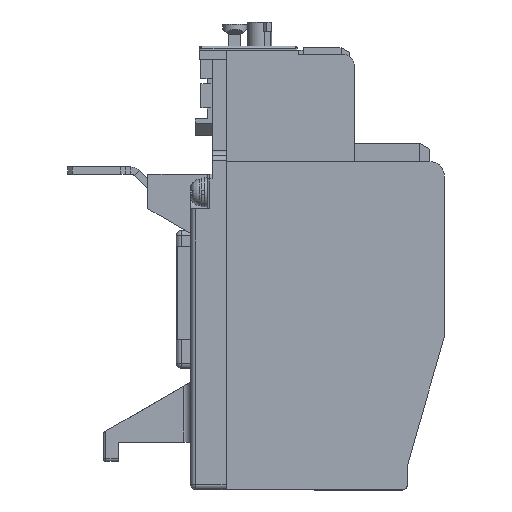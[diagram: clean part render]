
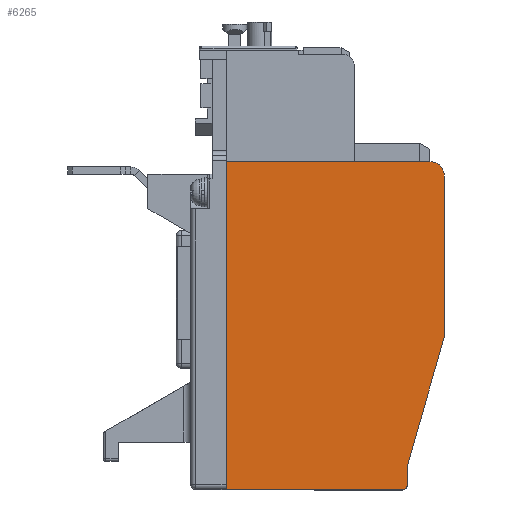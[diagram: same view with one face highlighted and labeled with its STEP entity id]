
A CAD part, left-side view. The second image highlights one B-rep face of the part: STEP entity #6265.
In plain terms, the highlighted planar face has unit normal (-1, 0, 0).
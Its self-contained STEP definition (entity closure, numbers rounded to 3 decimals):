
#305 = CARTESIAN_POINT ( 'NONE',  ( -27., 0., 0. ) ) ;
#532 = LINE ( 'NONE', #31198, #28860 ) ;
#1114 = CARTESIAN_POINT ( 'NONE',  ( -27., -45.2, 31.762 ) ) ;
#1364 = CARTESIAN_POINT ( 'NONE',  ( -27., 0., 68. ) ) ;
#1692 = DIRECTION ( 'NONE',  ( 0., 0., -1. ) ) ;
#1873 = DIRECTION ( 'NONE',  ( 0., 0., -1. ) ) ;
#2161 = AXIS2_PLACEMENT_3D ( 'NONE', #30715, #13130, #20831 ) ;
#3116 = EDGE_CURVE ( 'NONE', #9722, #14791, #27964, .T. ) ;
#3245 = ORIENTED_EDGE ( 'NONE', *, *, #29782, .F. ) ;
#3285 = CARTESIAN_POINT ( 'NONE',  ( -27., -42.2, 65. ) ) ;
#3716 = DIRECTION ( 'NONE',  ( 0., -1., 0. ) ) ;
#3796 = EDGE_CURVE ( 'NONE', #23705, #22266, #20115, .T. ) ;
#3948 = VECTOR ( 'NONE', #1692, 1000. ) ;
#4871 = CARTESIAN_POINT ( 'NONE',  ( -27., 0., 68. ) ) ;
#5654 = AXIS2_PLACEMENT_3D ( 'NONE', #12268, #12107, #1873 ) ;
#5790 = FACE_OUTER_BOUND ( 'NONE', #26565, .T. ) ;
#6265 = ADVANCED_FACE ( 'NONE', ( #5790 ), #16046, .F. ) ;
#7121 = DIRECTION ( 'NONE',  ( 0., 0., -1. ) ) ;
#7215 = VERTEX_POINT ( 'NONE', #21121 ) ;
#8321 = CARTESIAN_POINT ( 'NONE',  ( -27., -45.2, 65. ) ) ;
#9100 = CARTESIAN_POINT ( 'NONE',  ( -27., -45.2, 65. ) ) ;
#9722 = VERTEX_POINT ( 'NONE', #15135 ) ;
#11094 = ORIENTED_EDGE ( 'NONE', *, *, #11648, .F. ) ;
#11264 = ORIENTED_EDGE ( 'NONE', *, *, #26683, .F. ) ;
#11648 = EDGE_CURVE ( 'NONE', #25973, #7215, #26799, .T. ) ;
#12107 = DIRECTION ( 'NONE',  ( 1., 0., 0. ) ) ;
#12108 = LINE ( 'NONE', #9100, #3948 ) ;
#12268 = CARTESIAN_POINT ( 'NONE',  ( -27., -42.2, 65. ) ) ;
#12459 = ORIENTED_EDGE ( 'NONE', *, *, #25394, .F. ) ;
#13059 = DIRECTION ( 'NONE',  ( 0., 1., 0. ) ) ;
#13130 = DIRECTION ( 'NONE',  ( 1., 0., 0. ) ) ;
#13283 = DIRECTION ( 'NONE',  ( 0., 0., 1. ) ) ;
#13537 = LINE ( 'NONE', #13872, #28553 ) ;
#13872 = CARTESIAN_POINT ( 'NONE',  ( -27., -37.5, 4.85 ) ) ;
#14791 = VERTEX_POINT ( 'NONE', #24745 ) ;
#15135 = CARTESIAN_POINT ( 'NONE',  ( -27., -36.5, 0. ) ) ;
#15456 = CARTESIAN_POINT ( 'NONE',  ( -27., -37.5, 1. ) ) ;
#15721 = VERTEX_POINT ( 'NONE', #4871 ) ;
#15971 = ORIENTED_EDGE ( 'NONE', *, *, #26572, .F. ) ;
#16046 = PLANE ( 'NONE',  #19984 ) ;
#16431 = DIRECTION ( 'NONE',  ( 0., 0.275, -0.961 ) ) ;
#16526 = ORIENTED_EDGE ( 'NONE', *, *, #31270, .F. ) ;
#18156 = LINE ( 'NONE', #1364, #31052 ) ;
#19984 = AXIS2_PLACEMENT_3D ( 'NONE', #3285, #30084, #7121 ) ;
#20115 = CIRCLE ( 'NONE', #5654, 3. ) ;
#20831 = DIRECTION ( 'NONE',  ( 0., 0., -1. ) ) ;
#21121 = CARTESIAN_POINT ( 'NONE',  ( -27., -37.5, 4.85 ) ) ;
#21328 = VERTEX_POINT ( 'NONE', #15456 ) ;
#22266 = VERTEX_POINT ( 'NONE', #8321 ) ;
#23577 = CIRCLE ( 'NONE', #2161, 1. ) ;
#23705 = VERTEX_POINT ( 'NONE', #29918 ) ;
#24074 = DIRECTION ( 'NONE',  ( 0., 0., -1. ) ) ;
#24745 = CARTESIAN_POINT ( 'NONE',  ( -27., 0., 0. ) ) ;
#25394 = EDGE_CURVE ( 'NONE', #14791, #15721, #532, .T. ) ;
#25526 = VECTOR ( 'NONE', #13059, 1000. ) ;
#25973 = VERTEX_POINT ( 'NONE', #1114 ) ;
#26469 = ORIENTED_EDGE ( 'NONE', *, *, #3796, .F. ) ;
#26565 = EDGE_LOOP ( 'NONE', ( #26469, #11264, #12459, #32509, #15971, #3245, #11094, #16526 ) ) ;
#26572 = EDGE_CURVE ( 'NONE', #21328, #9722, #23577, .T. ) ;
#26683 = EDGE_CURVE ( 'NONE', #15721, #23705, #18156, .T. ) ;
#26799 = LINE ( 'NONE', #31654, #26832 ) ;
#26832 = VECTOR ( 'NONE', #16431, 1000. ) ;
#27964 = LINE ( 'NONE', #305, #25526 ) ;
#28553 = VECTOR ( 'NONE', #24074, 1000. ) ;
#28860 = VECTOR ( 'NONE', #13283, 1000. ) ;
#29782 = EDGE_CURVE ( 'NONE', #7215, #21328, #13537, .T. ) ;
#29918 = CARTESIAN_POINT ( 'NONE',  ( -27., -42.2, 68. ) ) ;
#30084 = DIRECTION ( 'NONE',  ( 1., 0., 0. ) ) ;
#30715 = CARTESIAN_POINT ( 'NONE',  ( -27., -36.5, 1. ) ) ;
#31052 = VECTOR ( 'NONE', #3716, 1000. ) ;
#31198 = CARTESIAN_POINT ( 'NONE',  ( -27., 0., 68. ) ) ;
#31270 = EDGE_CURVE ( 'NONE', #22266, #25973, #12108, .T. ) ;
#31654 = CARTESIAN_POINT ( 'NONE',  ( -27., -37.5, 4.85 ) ) ;
#32509 = ORIENTED_EDGE ( 'NONE', *, *, #3116, .F. ) ;
